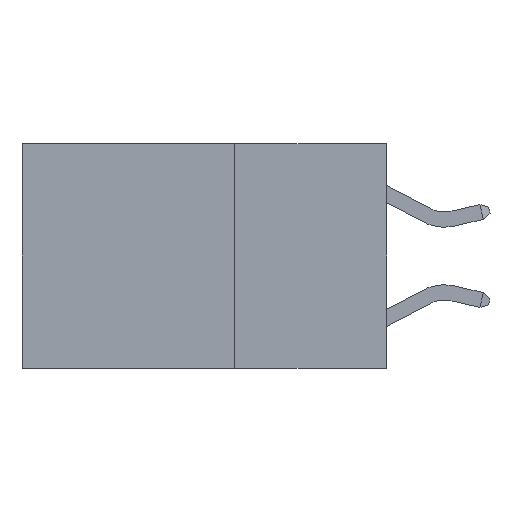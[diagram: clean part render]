
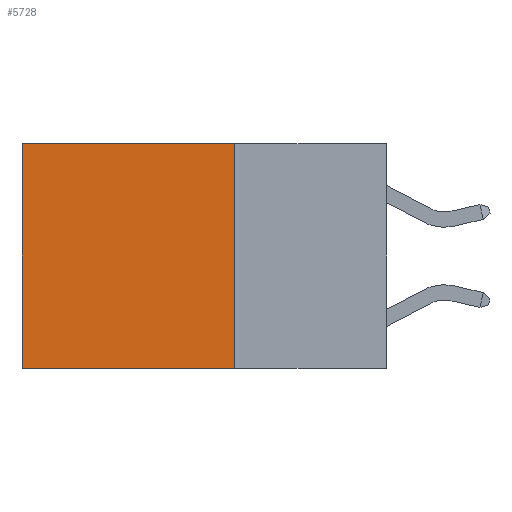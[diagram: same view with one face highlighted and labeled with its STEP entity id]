
A CAD part, left-side view. The second image highlights one B-rep face of the part: STEP entity #5728.
In plain terms, the highlighted planar face has unit normal (-1, 0, 0).
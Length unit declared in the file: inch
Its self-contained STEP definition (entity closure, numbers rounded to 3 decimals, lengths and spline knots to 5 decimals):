
#339 = CARTESIAN_POINT ( 'NONE',  ( 0.2625, 0.25, -0.37 ) ) ;
#376 = AXIS2_PLACEMENT_3D ( 'NONE', #947, #3564, #7845 ) ;
#472 = LINE ( 'NONE', #3906, #8108 ) ;
#947 = CARTESIAN_POINT ( 'NONE',  ( 0.2625, 0.25, 0. ) ) ;
#1025 = ORIENTED_EDGE ( 'NONE', *, *, #5021, .T. ) ;
#1987 = DIRECTION ( 'NONE',  ( 0., 0., -1. ) ) ;
#2348 = VERTEX_POINT ( 'NONE', #4377 ) ;
#2750 = LINE ( 'NONE', #3482, #5634 ) ;
#2967 = ORIENTED_EDGE ( 'NONE', *, *, #7983, .F. ) ;
#3108 = CARTESIAN_POINT ( 'NONE',  ( 0.2625, 0.25, -0.37 ) ) ;
#3244 = DIRECTION ( 'NONE',  ( 0., 1., 0. ) ) ;
#3482 = CARTESIAN_POINT ( 'NONE',  ( 0.2625, 0.6, 0. ) ) ;
#3564 = DIRECTION ( 'NONE',  ( 1., 0., 0. ) ) ;
#3906 = CARTESIAN_POINT ( 'NONE',  ( 0.2625, 0.25, 0. ) ) ;
#3909 = ORIENTED_EDGE ( 'NONE', *, *, #6926, .T. ) ;
#4179 = ORIENTED_EDGE ( 'NONE', *, *, #7510, .F. ) ;
#4377 = CARTESIAN_POINT ( 'NONE',  ( 0.2625, 0.25, 0. ) ) ;
#4422 = FACE_OUTER_BOUND ( 'NONE', #7670, .T. ) ;
#4490 = CARTESIAN_POINT ( 'NONE',  ( 0.2625, 0.25, 0. ) ) ;
#4912 = VERTEX_POINT ( 'NONE', #339 ) ;
#5021 = EDGE_CURVE ( 'NONE', #2348, #5098, #5842, .T. ) ;
#5098 = VERTEX_POINT ( 'NONE', #5293 ) ;
#5131 = VECTOR ( 'NONE', #8606, 39.37008 ) ;
#5293 = CARTESIAN_POINT ( 'NONE',  ( 0.2625, 0.6, 0. ) ) ;
#5634 = VECTOR ( 'NONE', #6246, 39.37008 ) ;
#5728 = ADVANCED_FACE ( 'NONE', ( #4422 ), #6489, .F. ) ;
#5789 = VECTOR ( 'NONE', #3244, 39.37008 ) ;
#5842 = LINE ( 'NONE', #4490, #5131 ) ;
#6246 = DIRECTION ( 'NONE',  ( 0., 0., -1. ) ) ;
#6489 = PLANE ( 'NONE',  #376 ) ;
#6926 = EDGE_CURVE ( 'NONE', #5098, #8743, #2750, .T. ) ;
#7270 = LINE ( 'NONE', #3108, #5789 ) ;
#7510 = EDGE_CURVE ( 'NONE', #4912, #8743, #7270, .T. ) ;
#7670 = EDGE_LOOP ( 'NONE', ( #3909, #4179, #2967, #1025 ) ) ;
#7845 = DIRECTION ( 'NONE',  ( 0., 0., -1. ) ) ;
#7983 = EDGE_CURVE ( 'NONE', #2348, #4912, #472, .T. ) ;
#8108 = VECTOR ( 'NONE', #1987, 39.37008 ) ;
#8450 = CARTESIAN_POINT ( 'NONE',  ( 0.2625, 0.6, -0.37 ) ) ;
#8606 = DIRECTION ( 'NONE',  ( 0., 1., 0. ) ) ;
#8743 = VERTEX_POINT ( 'NONE', #8450 ) ;
